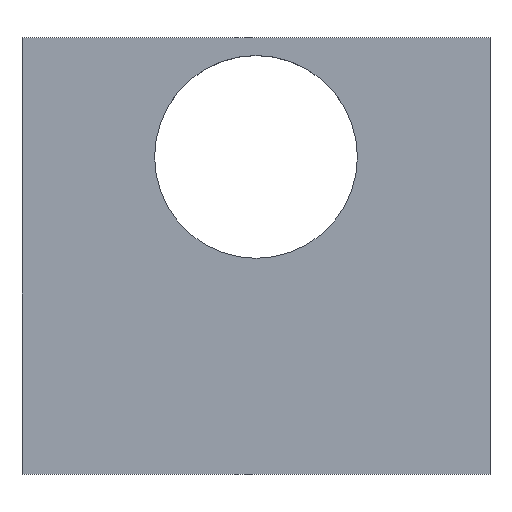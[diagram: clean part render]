
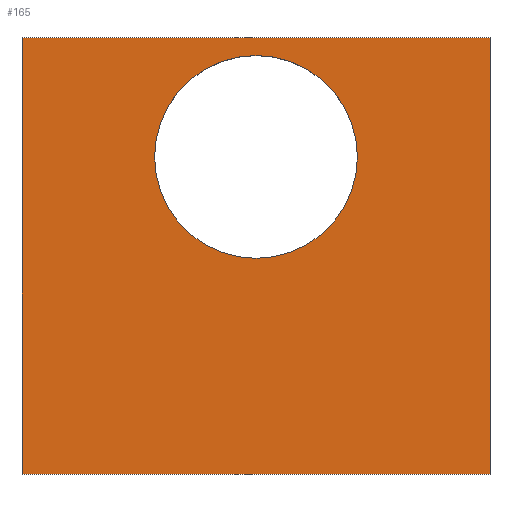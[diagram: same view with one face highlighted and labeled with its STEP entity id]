
A CAD part, top view. The second image highlights one B-rep face of the part: STEP entity #165.
In plain terms, the highlighted planar face has unit normal (0, 0, 1).
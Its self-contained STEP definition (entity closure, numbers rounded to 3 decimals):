
#17=FACE_BOUND('',#33,.T.);
#19=CIRCLE('',#196,6.5);
#22=FACE_OUTER_BOUND('',#32,.T.);
#32=EDGE_LOOP('',(#122,#123,#124,#125));
#33=EDGE_LOOP('',(#126));
#44=LINE('',#261,#63);
#47=LINE('',#267,#66);
#48=LINE('',#268,#67);
#49=LINE('',#269,#68);
#63=VECTOR('',#215,30.);
#66=VECTOR('',#220,30.);
#67=VECTOR('',#221,28.);
#68=VECTOR('',#222,28.);
#83=VERTEX_POINT('',#259);
#84=VERTEX_POINT('',#260);
#85=VERTEX_POINT('',#265);
#86=VERTEX_POINT('',#266);
#87=VERTEX_POINT('',#270);
#97=EDGE_CURVE('',#83,#84,#44,.T.);
#100=EDGE_CURVE('',#85,#86,#47,.T.);
#101=EDGE_CURVE('',#85,#83,#48,.T.);
#102=EDGE_CURVE('',#84,#86,#49,.T.);
#103=EDGE_CURVE('',#87,#87,#19,.T.);
#122=ORIENTED_EDGE('',*,*,#100,.F.);
#123=ORIENTED_EDGE('',*,*,#101,.T.);
#124=ORIENTED_EDGE('',*,*,#97,.T.);
#125=ORIENTED_EDGE('',*,*,#102,.T.);
#126=ORIENTED_EDGE('',*,*,#103,.F.);
#157=PLANE('',#195);
#165=ADVANCED_FACE('',(#22,#17),#157,.F.);
#195=AXIS2_PLACEMENT_3D('',#264,#218,#219);
#196=AXIS2_PLACEMENT_3D('',#271,#223,#224);
#215=DIRECTION('',(-1.,0.,0.));
#218=DIRECTION('center_axis',(0.,0.,-1.));
#219=DIRECTION('ref_axis',(-1.,0.,0.));
#220=DIRECTION('',(-1.,0.,0.));
#221=DIRECTION('',(0.,1.,0.));
#222=DIRECTION('',(0.,-1.,0.));
#223=DIRECTION('center_axis',(0.,0.,1.));
#224=DIRECTION('ref_axis',(1.,0.,0.));
#259=CARTESIAN_POINT('',(15.,25.,143.));
#260=CARTESIAN_POINT('',(-15.,25.,143.));
#261=CARTESIAN_POINT('',(15.,25.,143.));
#264=CARTESIAN_POINT('Origin',(43.636,25.,143.));
#265=CARTESIAN_POINT('',(15.,-3.,143.));
#266=CARTESIAN_POINT('',(-15.,-3.,143.));
#267=CARTESIAN_POINT('',(15.,-3.,143.));
#268=CARTESIAN_POINT('',(15.,-3.,143.));
#269=CARTESIAN_POINT('',(-15.,25.,143.));
#270=CARTESIAN_POINT('',(-6.5,17.35,143.));
#271=CARTESIAN_POINT('Origin',(0.,17.35,143.));
